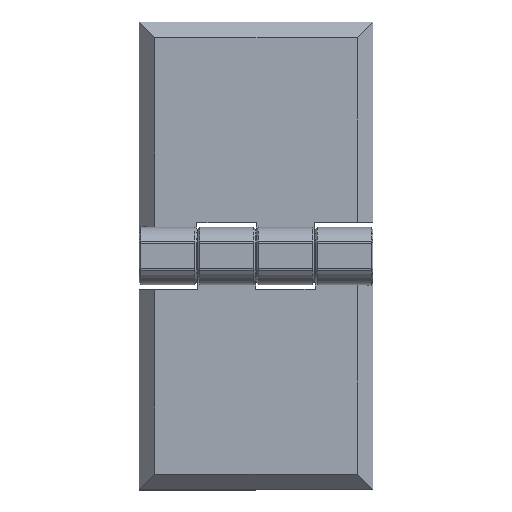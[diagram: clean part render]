
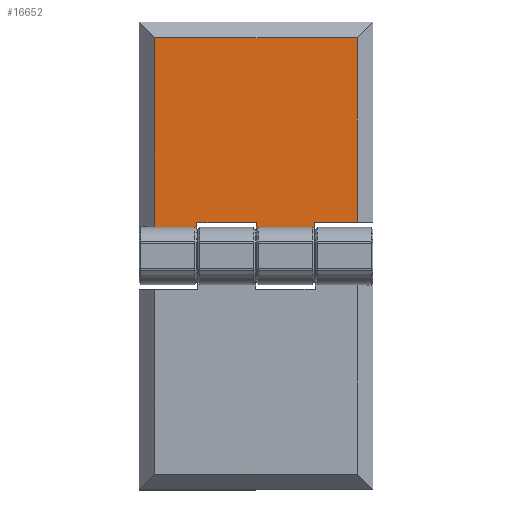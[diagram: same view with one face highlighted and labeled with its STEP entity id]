
A CAD part, top view. The second image highlights one B-rep face of the part: STEP entity #16652.
In plain terms, the highlighted planar face has unit normal (0, 0, 1).
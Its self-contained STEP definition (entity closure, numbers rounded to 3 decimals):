
#4 = VERTEX_POINT ( 'NONE', #20083 ) ;
#22 = VERTEX_POINT ( 'NONE', #4378 ) ;
#61 = VERTEX_POINT ( 'NONE', #16996 ) ;
#147 = ORIENTED_EDGE ( 'NONE', *, *, #1065, .T. ) ;
#467 = LINE ( 'NONE', #7447, #14908 ) ;
#575 = VECTOR ( 'NONE', #3862, 1000. ) ;
#945 = VECTOR ( 'NONE', #5548, 1000. ) ;
#1065 = EDGE_CURVE ( 'NONE', #4630, #21345, #4443, .T. ) ;
#1204 = CARTESIAN_POINT ( 'NONE',  ( 48.309, 19.922, 8. ) ) ;
#1269 = CARTESIAN_POINT ( 'NONE',  ( 48.309, 21.138, 8. ) ) ;
#1592 = ORIENTED_EDGE ( 'NONE', *, *, #17981, .F. ) ;
#1608 = CARTESIAN_POINT ( 'NONE',  ( 44.634, 68.568, 8. ) ) ;
#1739 = CARTESIAN_POINT ( 'NONE',  ( 44.634, 21.138, 8. ) ) ;
#1794 = VERTEX_POINT ( 'NONE', #18849 ) ;
#2055 = LINE ( 'NONE', #9042, #15683 ) ;
#2143 = CARTESIAN_POINT ( 'NONE',  ( -7.366, 68.568, 8. ) ) ;
#2251 = CARTESIAN_POINT ( 'NONE',  ( 2.984, 19.922, 8. ) ) ;
#2585 = CARTESIAN_POINT ( 'NONE',  ( 19.234, 19.922, 8. ) ) ;
#2958 = CARTESIAN_POINT ( 'NONE',  ( 44.634, 72.568, 8. ) ) ;
#3750 = ORIENTED_EDGE ( 'NONE', *, *, #13199, .T. ) ;
#3862 = DIRECTION ( 'NONE',  ( -1., 0., 0. ) ) ;
#3941 = VECTOR ( 'NONE', #9219, 1000. ) ;
#4265 = CARTESIAN_POINT ( 'NONE',  ( -7.366, 72.568, 8. ) ) ;
#4269 = VERTEX_POINT ( 'NONE', #2251 ) ;
#4327 = FACE_OUTER_BOUND ( 'NONE', #6287, .T. ) ;
#4378 = CARTESIAN_POINT ( 'NONE',  ( 18.734, 19.422, 8. ) ) ;
#4443 = LINE ( 'NONE', #2958, #12815 ) ;
#4519 = VERTEX_POINT ( 'NONE', #2585 ) ;
#4630 = VERTEX_POINT ( 'NONE', #1739 ) ;
#4763 = VERTEX_POINT ( 'NONE', #14221 ) ;
#4789 = CARTESIAN_POINT ( 'NONE',  ( 33.084, 19.922, 8. ) ) ;
#5540 = EDGE_CURVE ( 'NONE', #21345, #12000, #14069, .T. ) ;
#5548 = DIRECTION ( 'NONE',  ( 0., -1., 0. ) ) ;
#5586 = ORIENTED_EDGE ( 'NONE', *, *, #20018, .T. ) ;
#6284 = DIRECTION ( 'NONE',  ( 0., 1., 0. ) ) ;
#6287 = EDGE_LOOP ( 'NONE', ( #1592, #5586, #10555, #3750, #13234, #11236, #147, #22109, #19252, #13862, #16714, #12877, #12679 ) ) ;
#6882 = DIRECTION ( 'NONE',  ( 0.707, -0.707, 0. ) ) ;
#6974 = CARTESIAN_POINT ( 'NONE',  ( 48.309, 68.568, 8. ) ) ;
#7151 = LINE ( 'NONE', #8981, #945 ) ;
#7447 = CARTESIAN_POINT ( 'NONE',  ( 18.734, 72.568, 8. ) ) ;
#7719 = VECTOR ( 'NONE', #9552, 1000. ) ;
#7772 = EDGE_CURVE ( 'NONE', #61, #4763, #7151, .T. ) ;
#7776 = PLANE ( 'NONE',  #14549 ) ;
#8261 = LINE ( 'NONE', #12030, #12765 ) ;
#8338 = CARTESIAN_POINT ( 'NONE',  ( 60.085, 60.798, 8. ) ) ;
#8956 = DIRECTION ( 'NONE',  ( 1., 0., 0. ) ) ;
#8981 = CARTESIAN_POINT ( 'NONE',  ( 33.584, 72.568, 8. ) ) ;
#9042 = CARTESIAN_POINT ( 'NONE',  ( -0.69, 23.598, 8. ) ) ;
#9219 = DIRECTION ( 'NONE',  ( 0., 1., 0. ) ) ;
#9275 = EDGE_CURVE ( 'NONE', #12000, #4, #19973, .T. ) ;
#9552 = DIRECTION ( 'NONE',  ( 0., -1., 0. ) ) ;
#9705 = CARTESIAN_POINT ( 'NONE',  ( 3.484, 19.422, 8. ) ) ;
#10555 = ORIENTED_EDGE ( 'NONE', *, *, #19401, .T. ) ;
#10780 = CARTESIAN_POINT ( 'NONE',  ( 48.309, 19.922, 8. ) ) ;
#10821 = EDGE_CURVE ( 'NONE', #4, #4269, #22270, .T. ) ;
#10929 = LINE ( 'NONE', #17945, #3941 ) ;
#11004 = DIRECTION ( 'NONE',  ( 1., 0., 0. ) ) ;
#11235 = LINE ( 'NONE', #1269, #19358 ) ;
#11236 = ORIENTED_EDGE ( 'NONE', *, *, #19481, .T. ) ;
#11310 = VECTOR ( 'NONE', #8956, 1000. ) ;
#11544 = DIRECTION ( 'NONE',  ( 0., 1., 0. ) ) ;
#11582 = VERTEX_POINT ( 'NONE', #15357 ) ;
#12000 = VERTEX_POINT ( 'NONE', #2143 ) ;
#12030 = CARTESIAN_POINT ( 'NONE',  ( 14.369, 38.648, 8. ) ) ;
#12218 = LINE ( 'NONE', #8338, #15727 ) ;
#12679 = ORIENTED_EDGE ( 'NONE', *, *, #14727, .T. ) ;
#12765 = VECTOR ( 'NONE', #6882, 1000. ) ;
#12815 = VECTOR ( 'NONE', #11544, 1000. ) ;
#12877 = ORIENTED_EDGE ( 'NONE', *, *, #17586, .T. ) ;
#13199 = EDGE_CURVE ( 'NONE', #16727, #4763, #8261, .T. ) ;
#13234 = ORIENTED_EDGE ( 'NONE', *, *, #7772, .F. ) ;
#13551 = DIRECTION ( 'NONE',  ( 1., 0., 0. ) ) ;
#13862 = ORIENTED_EDGE ( 'NONE', *, *, #10821, .T. ) ;
#14069 = LINE ( 'NONE', #6974, #575 ) ;
#14221 = CARTESIAN_POINT ( 'NONE',  ( 33.584, 19.422, 8. ) ) ;
#14549 = AXIS2_PLACEMENT_3D ( 'NONE', #18215, #16502, #21750 ) ;
#14573 = LINE ( 'NONE', #10780, #11310 ) ;
#14727 = EDGE_CURVE ( 'NONE', #1794, #11582, #21318, .T. ) ;
#14908 = VECTOR ( 'NONE', #6284, 1000. ) ;
#15218 = VERTEX_POINT ( 'NONE', #9705 ) ;
#15357 = CARTESIAN_POINT ( 'NONE',  ( 18.734, 21.138, 8. ) ) ;
#15370 = VECTOR ( 'NONE', #13551, 1000. ) ;
#15683 = VECTOR ( 'NONE', #16052, 1000. ) ;
#15727 = VECTOR ( 'NONE', #17508, 1000. ) ;
#16052 = DIRECTION ( 'NONE',  ( 0.707, -0.707, 0. ) ) ;
#16062 = CARTESIAN_POINT ( 'NONE',  ( 48.309, 21.138, 8. ) ) ;
#16502 = DIRECTION ( 'NONE',  ( 0., 0., -1. ) ) ;
#16652 = ADVANCED_FACE ( 'NONE', ( #4327 ), #7776, .F. ) ;
#16714 = ORIENTED_EDGE ( 'NONE', *, *, #17944, .T. ) ;
#16727 = VERTEX_POINT ( 'NONE', #4789 ) ;
#16996 = CARTESIAN_POINT ( 'NONE',  ( 33.584, 21.138, 8. ) ) ;
#17196 = VECTOR ( 'NONE', #11004, 1000. ) ;
#17508 = DIRECTION ( 'NONE',  ( 0.707, 0.707, 0. ) ) ;
#17586 = EDGE_CURVE ( 'NONE', #15218, #1794, #10929, .T. ) ;
#17944 = EDGE_CURVE ( 'NONE', #4269, #15218, #2055, .T. ) ;
#17945 = CARTESIAN_POINT ( 'NONE',  ( 3.484, 72.568, 8. ) ) ;
#17981 = EDGE_CURVE ( 'NONE', #22, #11582, #467, .T. ) ;
#18215 = CARTESIAN_POINT ( 'NONE',  ( 48.309, 72.568, 8. ) ) ;
#18849 = CARTESIAN_POINT ( 'NONE',  ( 3.484, 21.138, 8. ) ) ;
#19252 = ORIENTED_EDGE ( 'NONE', *, *, #9275, .T. ) ;
#19358 = VECTOR ( 'NONE', #21670, 1000. ) ;
#19401 = EDGE_CURVE ( 'NONE', #4519, #16727, #14573, .T. ) ;
#19481 = EDGE_CURVE ( 'NONE', #61, #4630, #11235, .T. ) ;
#19973 = LINE ( 'NONE', #4265, #7719 ) ;
#20018 = EDGE_CURVE ( 'NONE', #22, #4519, #12218, .T. ) ;
#20083 = CARTESIAN_POINT ( 'NONE',  ( -7.366, 19.922, 8. ) ) ;
#21318 = LINE ( 'NONE', #16062, #17196 ) ;
#21345 = VERTEX_POINT ( 'NONE', #1608 ) ;
#21670 = DIRECTION ( 'NONE',  ( 1., 0., 0. ) ) ;
#21750 = DIRECTION ( 'NONE',  ( 0., 1., 0. ) ) ;
#22109 = ORIENTED_EDGE ( 'NONE', *, *, #5540, .T. ) ;
#22270 = LINE ( 'NONE', #1204, #15370 ) ;
